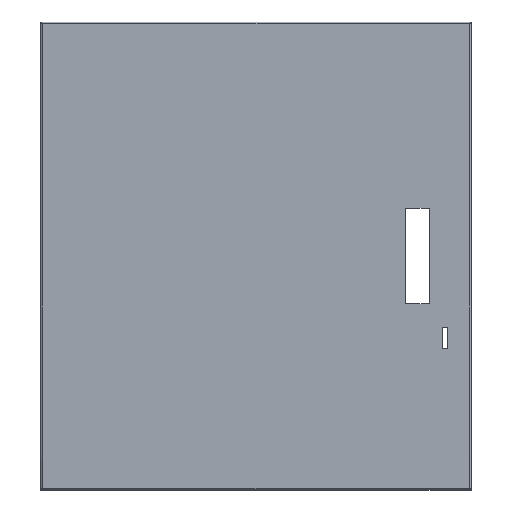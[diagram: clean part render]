
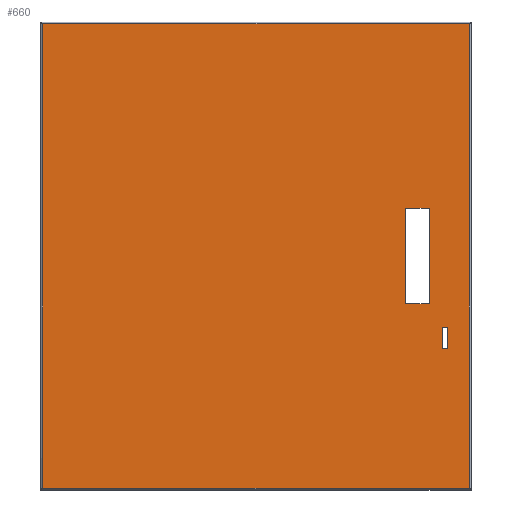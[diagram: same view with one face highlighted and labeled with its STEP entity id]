
A CAD part, top view. The second image highlights one B-rep face of the part: STEP entity #660.
In plain terms, the highlighted planar face has unit normal (0, 0, 1).
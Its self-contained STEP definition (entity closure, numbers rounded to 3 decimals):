
#5 = EDGE_CURVE ( 'NONE', #332, #1147, #1092, .T. ) ;
#19 = VECTOR ( 'NONE', #651, 1000. ) ;
#46 = CARTESIAN_POINT ( 'NONE',  ( 156.5, -50., 20. ) ) ;
#47 = CARTESIAN_POINT ( 'NONE',  ( 156.5, 50., 20. ) ) ;
#55 = CARTESIAN_POINT ( 'NONE',  ( 223.5, 245., 20. ) ) ;
#67 = CARTESIAN_POINT ( 'NONE',  ( -223.5, -245., 20. ) ) ;
#74 = CARTESIAN_POINT ( 'NONE',  ( 195., -75., 20. ) ) ;
#75 = FACE_OUTER_BOUND ( 'NONE', #1338, .T. ) ;
#93 = ORIENTED_EDGE ( 'NONE', *, *, #5, .T. ) ;
#105 = DIRECTION ( 'NONE',  ( 1., 0., 0. ) ) ;
#112 = CARTESIAN_POINT ( 'NONE',  ( 201., -97., 20. ) ) ;
#133 = CARTESIAN_POINT ( 'NONE',  ( -225.5, 243., 20. ) ) ;
#149 = VERTEX_POINT ( 'NONE', #246 ) ;
#163 = CARTESIAN_POINT ( 'NONE',  ( 0., -97., 20. ) ) ;
#219 = EDGE_CURVE ( 'NONE', #466, #149, #1044, .T. ) ;
#233 = ORIENTED_EDGE ( 'NONE', *, *, #1308, .T. ) ;
#246 = CARTESIAN_POINT ( 'NONE',  ( 181.5, 50., 20. ) ) ;
#259 = VERTEX_POINT ( 'NONE', #1325 ) ;
#274 = ORIENTED_EDGE ( 'NONE', *, *, #485, .F. ) ;
#286 = CARTESIAN_POINT ( 'NONE',  ( 0., 50., 20. ) ) ;
#303 = EDGE_CURVE ( 'NONE', #259, #1099, #951, .T. ) ;
#306 = DIRECTION ( 'NONE',  ( 0., 1., 0. ) ) ;
#310 = EDGE_CURVE ( 'NONE', #540, #1099, #737, .T. ) ;
#330 = EDGE_CURVE ( 'NONE', #149, #592, #808, .T. ) ;
#332 = VERTEX_POINT ( 'NONE', #684 ) ;
#338 = VERTEX_POINT ( 'NONE', #46 ) ;
#365 = VECTOR ( 'NONE', #306, 1000. ) ;
#374 = ORIENTED_EDGE ( 'NONE', *, *, #1121, .T. ) ;
#380 = DIRECTION ( 'NONE',  ( 0., 1., 0. ) ) ;
#407 = FACE_BOUND ( 'NONE', #1329, .T. ) ;
#425 = DIRECTION ( 'NONE',  ( 0., 1., 0. ) ) ;
#443 = ORIENTED_EDGE ( 'NONE', *, *, #472, .T. ) ;
#449 = LINE ( 'NONE', #1197, #939 ) ;
#450 = VECTOR ( 'NONE', #469, 1000. ) ;
#466 = VERTEX_POINT ( 'NONE', #1129 ) ;
#469 = DIRECTION ( 'NONE',  ( -1., 0., 0. ) ) ;
#472 = EDGE_CURVE ( 'NONE', #1147, #1050, #1023, .T. ) ;
#485 = EDGE_CURVE ( 'NONE', #1300, #540, #704, .T. ) ;
#490 = DIRECTION ( 'NONE',  ( 1., 0., 0. ) ) ;
#540 = VERTEX_POINT ( 'NONE', #648 ) ;
#588 = VECTOR ( 'NONE', #425, 1000. ) ;
#592 = VERTEX_POINT ( 'NONE', #47 ) ;
#596 = FACE_BOUND ( 'NONE', #707, .T. ) ;
#611 = CARTESIAN_POINT ( 'NONE',  ( 0., 0., 20. ) ) ;
#633 = EDGE_CURVE ( 'NONE', #466, #338, #1001, .T. ) ;
#648 = CARTESIAN_POINT ( 'NONE',  ( 201., -75., 20. ) ) ;
#649 = VECTOR ( 'NONE', #1126, 1000. ) ;
#651 = DIRECTION ( 'NONE',  ( -1., 0., 0. ) ) ;
#652 = ORIENTED_EDGE ( 'NONE', *, *, #633, .T. ) ;
#660 = ADVANCED_FACE ( 'NONE', ( #596, #75, #407 ), #937, .T. ) ;
#673 = VECTOR ( 'NONE', #1019, 1000. ) ;
#684 = CARTESIAN_POINT ( 'NONE',  ( 223.5, 243., 20. ) ) ;
#691 = ORIENTED_EDGE ( 'NONE', *, *, #310, .F. ) ;
#704 = LINE ( 'NONE', #749, #1199 ) ;
#707 = EDGE_LOOP ( 'NONE', ( #912, #652, #374, #1174 ) ) ;
#716 = EDGE_CURVE ( 'NONE', #1300, #259, #1013, .T. ) ;
#737 = LINE ( 'NONE', #988, #809 ) ;
#749 = CARTESIAN_POINT ( 'NONE',  ( 201., 0., 20. ) ) ;
#750 = ORIENTED_EDGE ( 'NONE', *, *, #303, .T. ) ;
#770 = VECTOR ( 'NONE', #1327, 1000. ) ;
#801 = CARTESIAN_POINT ( 'NONE',  ( 156.5, 0., 20. ) ) ;
#808 = LINE ( 'NONE', #286, #450 ) ;
#809 = VECTOR ( 'NONE', #917, 1000. ) ;
#814 = DIRECTION ( 'NONE',  ( 0., -1., 0. ) ) ;
#881 = ORIENTED_EDGE ( 'NONE', *, *, #716, .T. ) ;
#903 = CARTESIAN_POINT ( 'NONE',  ( 0., -50., 20. ) ) ;
#912 = ORIENTED_EDGE ( 'NONE', *, *, #219, .F. ) ;
#917 = DIRECTION ( 'NONE',  ( -1., 0., 0. ) ) ;
#937 = PLANE ( 'NONE',  #1024 ) ;
#939 = VECTOR ( 'NONE', #105, 1000. ) ;
#951 = LINE ( 'NONE', #1372, #588 ) ;
#988 = CARTESIAN_POINT ( 'NONE',  ( 0., -75., 20. ) ) ;
#1001 = LINE ( 'NONE', #903, #770 ) ;
#1013 = LINE ( 'NONE', #163, #649 ) ;
#1018 = CARTESIAN_POINT ( 'NONE',  ( 223.5, -243., 20. ) ) ;
#1019 = DIRECTION ( 'NONE',  ( 0., 1., 0. ) ) ;
#1023 = LINE ( 'NONE', #67, #1228 ) ;
#1024 = AXIS2_PLACEMENT_3D ( 'NONE', #611, #1362, #490 ) ;
#1029 = EDGE_CURVE ( 'NONE', #1042, #332, #1231, .T. ) ;
#1042 = VERTEX_POINT ( 'NONE', #1018 ) ;
#1044 = LINE ( 'NONE', #1262, #365 ) ;
#1050 = VERTEX_POINT ( 'NONE', #1331 ) ;
#1092 = LINE ( 'NONE', #133, #19 ) ;
#1099 = VERTEX_POINT ( 'NONE', #74 ) ;
#1111 = DIRECTION ( 'NONE',  ( 0., 1., 0. ) ) ;
#1121 = EDGE_CURVE ( 'NONE', #338, #592, #1247, .T. ) ;
#1126 = DIRECTION ( 'NONE',  ( -1., 0., 0. ) ) ;
#1129 = CARTESIAN_POINT ( 'NONE',  ( 181.5, -50., 20. ) ) ;
#1130 = ORIENTED_EDGE ( 'NONE', *, *, #1029, .T. ) ;
#1147 = VERTEX_POINT ( 'NONE', #1334 ) ;
#1174 = ORIENTED_EDGE ( 'NONE', *, *, #330, .F. ) ;
#1197 = CARTESIAN_POINT ( 'NONE',  ( 225.5, -243., 20. ) ) ;
#1199 = VECTOR ( 'NONE', #1111, 1000. ) ;
#1228 = VECTOR ( 'NONE', #814, 1000. ) ;
#1231 = LINE ( 'NONE', #55, #1260 ) ;
#1247 = LINE ( 'NONE', #801, #673 ) ;
#1260 = VECTOR ( 'NONE', #380, 1000. ) ;
#1262 = CARTESIAN_POINT ( 'NONE',  ( 181.5, 0., 20. ) ) ;
#1300 = VERTEX_POINT ( 'NONE', #112 ) ;
#1308 = EDGE_CURVE ( 'NONE', #1050, #1042, #449, .T. ) ;
#1325 = CARTESIAN_POINT ( 'NONE',  ( 195., -97., 20. ) ) ;
#1327 = DIRECTION ( 'NONE',  ( -1., 0., 0. ) ) ;
#1329 = EDGE_LOOP ( 'NONE', ( #274, #881, #750, #691 ) ) ;
#1331 = CARTESIAN_POINT ( 'NONE',  ( -223.5, -243., 20. ) ) ;
#1334 = CARTESIAN_POINT ( 'NONE',  ( -223.5, 243., 20. ) ) ;
#1338 = EDGE_LOOP ( 'NONE', ( #93, #443, #233, #1130 ) ) ;
#1362 = DIRECTION ( 'NONE',  ( 0., 0., 1. ) ) ;
#1372 = CARTESIAN_POINT ( 'NONE',  ( 195., 0., 20. ) ) ;
